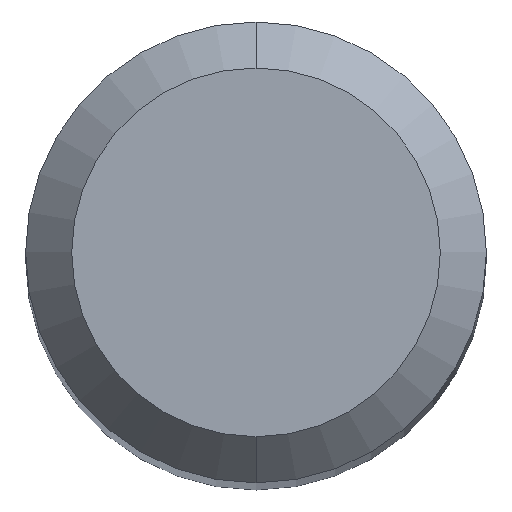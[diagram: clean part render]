
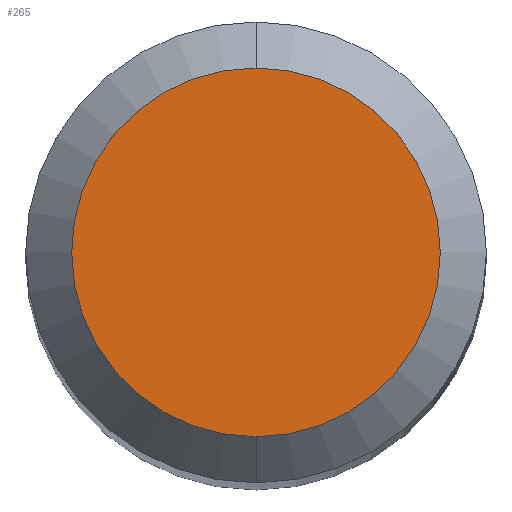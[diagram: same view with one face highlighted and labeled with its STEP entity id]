
A CAD part, top view. The second image highlights one B-rep face of the part: STEP entity #265.
In plain terms, the highlighted planar face has unit normal (0, 0, 1).
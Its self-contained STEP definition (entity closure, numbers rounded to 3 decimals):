
#199=EDGE_CURVE('',#457,#443,#508,.T.);
#219=EDGE_CURVE('',#443,#457,#528,.T.);
#265=ADVANCED_FACE('',(#582),#583,.T.);
#443=VERTEX_POINT('',#776);
#457=VERTEX_POINT('',#793);
#508=CIRCLE('',#846,1.2);
#528=CIRCLE('',#914,1.2);
#582=FACE_OUTER_BOUND('',#1010,.T.);
#583=PLANE('',#1011);
#776=CARTESIAN_POINT('',(0.0,1.2,0.0));
#793=CARTESIAN_POINT('',(0.,-1.2,0.0));
#846=AXIS2_PLACEMENT_3D('',#1469,#1470,#1471);
#914=AXIS2_PLACEMENT_3D('',#1482,#1483,#1484);
#1010=EDGE_LOOP('',(#1584,#1585));
#1011=AXIS2_PLACEMENT_3D('',#1586,#1587,#1588);
#1469=CARTESIAN_POINT('',(0.0,0.0,0.0));
#1470=DIRECTION('',(0.0,0.0,-1.0));
#1471=DIRECTION('',(0.0,1.0,0.0));
#1482=CARTESIAN_POINT('',(0.0,0.0,0.0));
#1483=DIRECTION('',(0.0,0.0,-1.0));
#1484=DIRECTION('',(0.0,1.0,0.0));
#1584=ORIENTED_EDGE('',*,*,#219,.F.);
#1585=ORIENTED_EDGE('',*,*,#199,.F.);
#1586=CARTESIAN_POINT('',(0.0,0.6,0.0));
#1587=DIRECTION('',(-0.0,0.0,1.0));
#1588=DIRECTION('',(0.0,-1.0,0.0));
